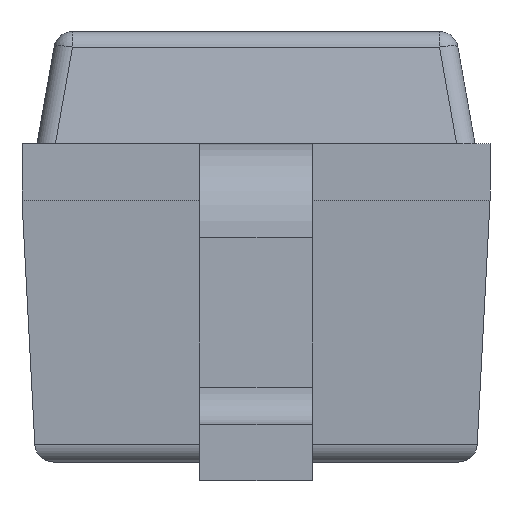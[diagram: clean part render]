
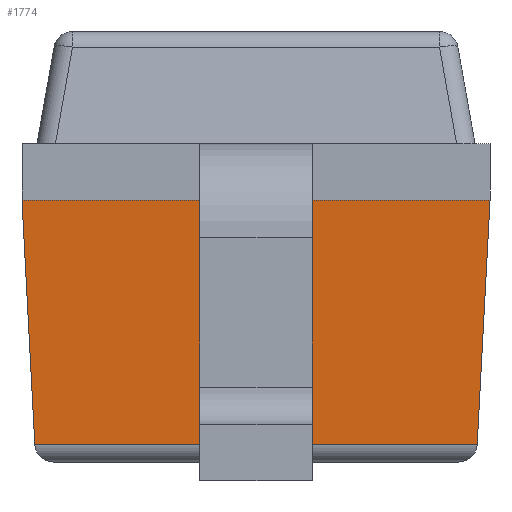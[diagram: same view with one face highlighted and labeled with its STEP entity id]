
A CAD part, left-side view. The second image highlights one B-rep face of the part: STEP entity #1774.
In plain terms, the highlighted planar face has unit normal (-0.999, 0, -0.052).
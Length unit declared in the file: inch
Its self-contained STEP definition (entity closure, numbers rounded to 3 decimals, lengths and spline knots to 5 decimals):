
#48=PLANE('',#1917);
#122=LINE('',#2735,#291);
#131=LINE('',#2756,#300);
#133=LINE('',#2761,#302);
#134=LINE('',#2762,#303);
#291=VECTOR('',#2174,1.);
#300=VECTOR('',#2195,1.);
#302=VECTOR('',#2201,1.);
#303=VECTOR('',#2202,1.);
#518=FACE_OUTER_BOUND('',#630,.T.);
#630=EDGE_LOOP('',(#1327,#1328,#1329,#1330));
#822=VERTEX_POINT('',#2728);
#824=VERTEX_POINT('',#2734);
#830=VERTEX_POINT('',#2755);
#831=VERTEX_POINT('',#2760);
#1008=EDGE_CURVE('',#824,#822,#122,.T.);
#1019=EDGE_CURVE('',#830,#822,#131,.T.);
#1021=EDGE_CURVE('',#831,#824,#133,.T.);
#1022=EDGE_CURVE('',#830,#831,#134,.T.);
#1327=ORIENTED_EDGE('',*,*,#1008,.F.);
#1328=ORIENTED_EDGE('',*,*,#1021,.F.);
#1329=ORIENTED_EDGE('',*,*,#1022,.F.);
#1330=ORIENTED_EDGE('',*,*,#1019,.T.);
#1774=ADVANCED_FACE('',(#518),#48,.T.);
#1917=AXIS2_PLACEMENT_3D('',#2759,#2199,#2200);
#2174=DIRECTION('',(0.,1.,0.));
#2195=DIRECTION('',(0.052,-0.052,-0.997));
#2199=DIRECTION('center_axis',(-0.999,0.,
-0.052));
#2200=DIRECTION('ref_axis',(0.,1.,0.));
#2201=DIRECTION('',(0.052,0.052,-0.997));
#2202=DIRECTION('',(0.,-1.,0.));
#2728=CARTESIAN_POINT('',(-0.8158,0.5908,0.09738));
#2734=CARTESIAN_POINT('',(-0.8158,-0.5908,0.09738));
#2735=CARTESIAN_POINT('',(-0.8158,0.3125,0.09738));
#2755=CARTESIAN_POINT('',(-0.85,0.625,0.75));
#2756=CARTESIAN_POINT('',(-0.84768,0.62268,0.7057));
#2759=CARTESIAN_POINT('Origin',(-0.85,0.625,0.75));
#2760=CARTESIAN_POINT('',(-0.85,-0.625,0.75));
#2761=CARTESIAN_POINT('',(-0.84829,-0.62329,0.71742));
#2762=CARTESIAN_POINT('',(-0.85,0.625,0.75));
